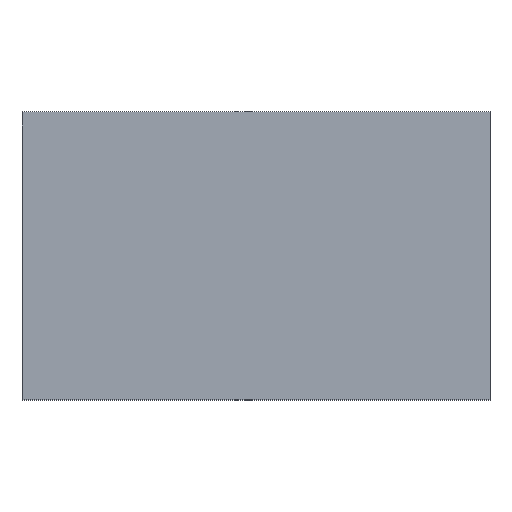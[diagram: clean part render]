
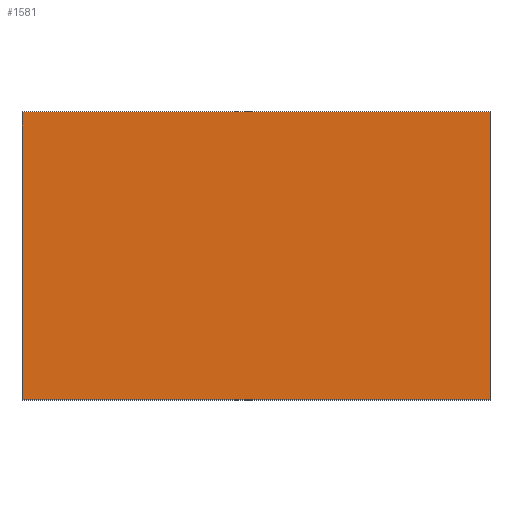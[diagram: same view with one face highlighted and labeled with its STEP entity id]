
A CAD part, top view. The second image highlights one B-rep face of the part: STEP entity #1581.
In plain terms, the highlighted planar face has unit normal (0, 0, 1).
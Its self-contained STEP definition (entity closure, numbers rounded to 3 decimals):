
#333=FACE_OUTER_BOUND('',#437,.T.);
#437=EDGE_LOOP('',(#1049,#1050,#1051,#1052));
#540=LINE('',#1849,#575);
#543=LINE('',#1855,#578);
#546=LINE('',#1861,#581);
#549=LINE('',#1865,#584);
#575=VECTOR('',#1738,10.);
#578=VECTOR('',#1743,10.);
#581=VECTOR('',#1748,10.);
#584=VECTOR('',#1753,10.);
#610=VERTEX_POINT('',#1846);
#611=VERTEX_POINT('',#1848);
#613=VERTEX_POINT('',#1854);
#615=VERTEX_POINT('',#1860);
#773=EDGE_CURVE('',#611,#610,#540,.T.);
#776=EDGE_CURVE('',#613,#611,#543,.T.);
#779=EDGE_CURVE('',#615,#613,#546,.T.);
#782=EDGE_CURVE('',#610,#615,#549,.T.);
#1049=ORIENTED_EDGE('',*,*,#782,.T.);
#1050=ORIENTED_EDGE('',*,*,#779,.T.);
#1051=ORIENTED_EDGE('',*,*,#776,.T.);
#1052=ORIENTED_EDGE('',*,*,#773,.T.);
#1561=PLANE('',#1700);
#1581=ADVANCED_FACE('',(#333),#1561,.T.);
#1700=AXIS2_PLACEMENT_3D('',#1866,#1754,#1755);
#1738=DIRECTION('',(0.,1.,0.));
#1743=DIRECTION('',(1.,0.,0.));
#1748=DIRECTION('',(0.,-1.,0.));
#1753=DIRECTION('',(-1.,0.,0.));
#1754=DIRECTION('center_axis',(0.,0.,1.));
#1755=DIRECTION('ref_axis',(1.,0.,0.));
#1846=CARTESIAN_POINT('',(143.006,118.388,23.7));
#1848=CARTESIAN_POINT('',(143.006,-84.812,23.7));
#1849=CARTESIAN_POINT('',(143.006,118.388,23.7));
#1854=CARTESIAN_POINT('',(-187.194,-84.812,23.7));
#1855=CARTESIAN_POINT('',(143.006,-84.812,23.7));
#1860=CARTESIAN_POINT('',(-187.194,118.388,23.7));
#1861=CARTESIAN_POINT('',(-187.194,-84.812,23.7));
#1865=CARTESIAN_POINT('',(-187.194,118.388,23.7));
#1866=CARTESIAN_POINT('Origin',(-22.094,16.788,23.7));
